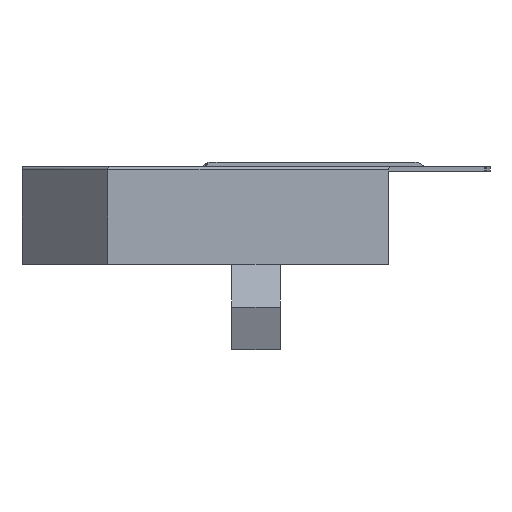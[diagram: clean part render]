
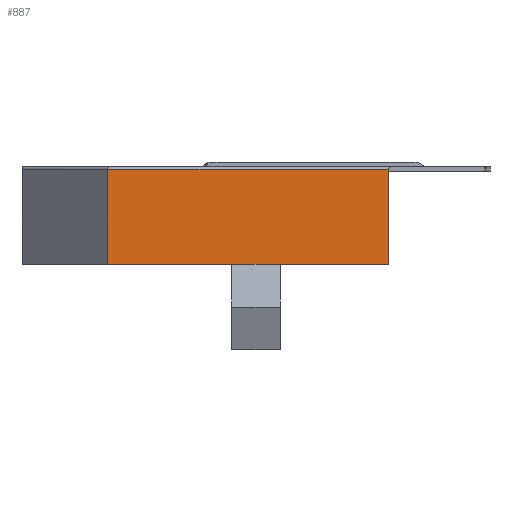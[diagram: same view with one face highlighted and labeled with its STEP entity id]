
A CAD part, left-side view. The second image highlights one B-rep face of the part: STEP entity #887.
In plain terms, the highlighted planar face has unit normal (-1, 0, 0).
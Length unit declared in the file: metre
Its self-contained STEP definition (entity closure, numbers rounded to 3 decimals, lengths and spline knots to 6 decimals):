
#363 = EDGE_CURVE( '', #1021, #1022, #1023, .T. );
#395 = EDGE_CURVE( '', #1080, #1081, #1082, .T. );
#415 = EDGE_CURVE( '', #1022, #1115, #1116, .T. );
#541 = EDGE_CURVE( '', #1074, #1115, #1308, .T. );
#653 = EDGE_CURVE( '', #1074, #1080, #1468, .T. );
#677 = EDGE_CURVE( '', #1081, #1497, #1498, .T. );
#743 = EDGE_CURVE( '', #1021, #1497, #1581, .T. );
#887 = ADVANCED_FACE( '', ( #1754 ), #1755, .T. );
#1021 = VERTEX_POINT( '', #1909 );
#1022 = VERTEX_POINT( '', #1910 );
#1023 = LINE( '', #1911, #1912 );
#1074 = VERTEX_POINT( '', #1987 );
#1080 = VERTEX_POINT( '', #1997 );
#1081 = VERTEX_POINT( '', #1998 );
#1082 = LINE( '', #1999, #2000 );
#1115 = VERTEX_POINT( '', #2050 );
#1116 = LINE( '', #2051, #2052 );
#1308 = LINE( '', #2331, #2332 );
#1468 = LINE( '', #2586, #2587 );
#1497 = VERTEX_POINT( '', #2634 );
#1498 = LINE( '', #2635, #2636 );
#1581 = LINE( '', #2764, #2765 );
#1754 = FACE_OUTER_BOUND( '', #3047, .T. );
#1755 = PLANE( '', #3048 );
#1909 = CARTESIAN_POINT( '', ( -0.01054, -0.00432, 0.003256 ) );
#1910 = CARTESIAN_POINT( '', ( -0.01054, -0.00432, 0.000226 ) );
#1911 = CARTESIAN_POINT( '', ( -0.01054, -0.00432, -0.000914 ) );
#1912 = VECTOR( '', #3228, 1. );
#1987 = CARTESIAN_POINT( '', ( -0.01054, 0.000785, 0.000226 ) );
#1997 = CARTESIAN_POINT( '', ( -0.01054, 0.00483, 0.000226 ) );
#1998 = CARTESIAN_POINT( '', ( -0.01054, 0.00483, 0.003306 ) );
#1999 = CARTESIAN_POINT( '', ( -0.01054, 0.00483, -0.000914 ) );
#2000 = VECTOR( '', #3261, 1. );
#2050 = CARTESIAN_POINT( '', ( -0.01054, -0.000785, 0.000226 ) );
#2051 = CARTESIAN_POINT( '', ( -0.01054, 0.00483, 0.000226 ) );
#2052 = VECTOR( '', #3289, 1. );
#2331 = CARTESIAN_POINT( '', ( -0.01054, 0.000785, 0.000226 ) );
#2332 = VECTOR( '', #3511, 1. );
#2586 = CARTESIAN_POINT( '', ( -0.01054, 0.00483, 0.000226 ) );
#2587 = VECTOR( '', #3724, 1. );
#2634 = CARTESIAN_POINT( '', ( -0.01054, -0.00432, 0.003306 ) );
#2635 = CARTESIAN_POINT( '', ( -0.01054, -0.002809, 0.003306 ) );
#2636 = VECTOR( '', #3754, 1. );
#2764 = CARTESIAN_POINT( '', ( -0.01054, -0.00432, -0.000914 ) );
#2765 = VECTOR( '', #3872, 1. );
#3047 = EDGE_LOOP( '', ( #4170, #4171, #4172, #4173, #4174, #4175, #4176 ) );
#3048 = AXIS2_PLACEMENT_3D( '', #4177, #4178, #4179 );
#3228 = DIRECTION( '', ( 0., 0., -1. ) );
#3261 = DIRECTION( '', ( 0., 0., 1. ) );
#3289 = DIRECTION( '', ( 0., 1., 0. ) );
#3511 = DIRECTION( '', ( 0., -1., 0. ) );
#3724 = DIRECTION( '', ( 0., 1., 0. ) );
#3754 = DIRECTION( '', ( 0., -1., 0. ) );
#3872 = DIRECTION( '', ( 0., 0., 1. ) );
#4170 = ORIENTED_EDGE( '', *, *, #395, .F. );
#4171 = ORIENTED_EDGE( '', *, *, #653, .F. );
#4172 = ORIENTED_EDGE( '', *, *, #541, .T. );
#4173 = ORIENTED_EDGE( '', *, *, #415, .F. );
#4174 = ORIENTED_EDGE( '', *, *, #363, .F. );
#4175 = ORIENTED_EDGE( '', *, *, #743, .T. );
#4176 = ORIENTED_EDGE( '', *, *, #677, .F. );
#4177 = CARTESIAN_POINT( '', ( -0.01054, 0.000255, -0.000914 ) );
#4178 = DIRECTION( '', ( -1., 0., 0. ) );
#4179 = DIRECTION( '', ( 0., 0., 1. ) );
